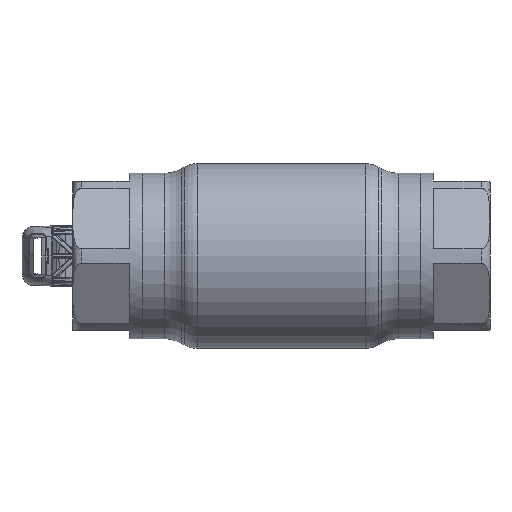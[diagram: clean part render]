
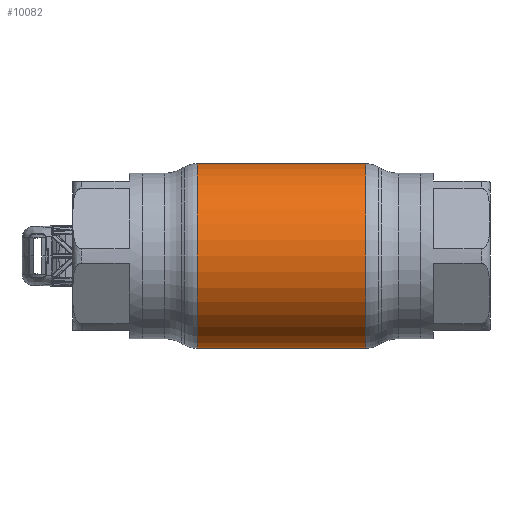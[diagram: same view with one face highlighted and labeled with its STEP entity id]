
A CAD part, front view. The second image highlights one B-rep face of the part: STEP entity #10082.
In plain terms, the highlighted cylindrical face has radius 42.5 mm (diameter 85 mm), a partial arc.
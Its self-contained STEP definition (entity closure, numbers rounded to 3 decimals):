
#1140 = VERTEX_POINT ( 'NONE', #1475 ) ;
#1475 = CARTESIAN_POINT ( 'NONE',  ( -38.749, 0., -42.5 ) ) ;
#2501 = AXIS2_PLACEMENT_3D ( 'NONE', #43610, #6540, #53374 ) ;
#6162 = VERTEX_POINT ( 'NONE', #42280 ) ;
#6345 = LINE ( 'NONE', #14899, #59727 ) ;
#6540 = DIRECTION ( 'NONE',  ( -1., 0., 0. ) ) ;
#10082 = ADVANCED_FACE ( 'NONE', ( #26636 ), #42925, .T. ) ;
#13032 = CARTESIAN_POINT ( 'NONE',  ( 38.749, 0., 42.5 ) ) ;
#14899 = CARTESIAN_POINT ( 'NONE',  ( -62.69, 0., -42.5 ) ) ;
#19532 = ORIENTED_EDGE ( 'NONE', *, *, #37753, .F. ) ;
#22583 = EDGE_CURVE ( 'NONE', #1140, #57140, #35940, .T. ) ;
#23840 = DIRECTION ( 'NONE',  ( -1., 0., 0. ) ) ;
#24563 = ORIENTED_EDGE ( 'NONE', *, *, #25480, .T. ) ;
#24641 = AXIS2_PLACEMENT_3D ( 'NONE', #26807, #59404, #40676 ) ;
#25480 = EDGE_CURVE ( 'NONE', #6162, #57252, #40104, .T. ) ;
#26636 = FACE_OUTER_BOUND ( 'NONE', #51937, .T. ) ;
#26807 = CARTESIAN_POINT ( 'NONE',  ( -38.749, 0., 0. ) ) ;
#33154 = CARTESIAN_POINT ( 'NONE',  ( -62.69, 0., 42.5 ) ) ;
#34040 = DIRECTION ( 'NONE',  ( -1., 0., 0. ) ) ;
#34448 = DIRECTION ( 'NONE',  ( 0., 0., 1. ) ) ;
#35232 = ORIENTED_EDGE ( 'NONE', *, *, #22583, .F. ) ;
#35940 = CIRCLE ( 'NONE', #24641, 42.5 ) ;
#37753 = EDGE_CURVE ( 'NONE', #6162, #1140, #6345, .T. ) ;
#40104 = CIRCLE ( 'NONE', #53001, 42.5 ) ;
#40676 = DIRECTION ( 'NONE',  ( 0., 0., 1. ) ) ;
#42280 = CARTESIAN_POINT ( 'NONE',  ( 38.749, 0., -42.5 ) ) ;
#42925 = CYLINDRICAL_SURFACE ( 'NONE', #2501, 42.5 ) ;
#43167 = CARTESIAN_POINT ( 'NONE',  ( 38.749, 0., 0. ) ) ;
#43466 = DIRECTION ( 'NONE',  ( -1., 0., 0. ) ) ;
#43610 = CARTESIAN_POINT ( 'NONE',  ( -62.69, 0., 0. ) ) ;
#49174 = LINE ( 'NONE', #33154, #52152 ) ;
#49930 = CARTESIAN_POINT ( 'NONE',  ( -38.749, 0., 42.5 ) ) ;
#51560 = EDGE_CURVE ( 'NONE', #57252, #57140, #49174, .T. ) ;
#51937 = EDGE_LOOP ( 'NONE', ( #19532, #24563, #54988, #35232 ) ) ;
#52152 = VECTOR ( 'NONE', #23840, 1000. ) ;
#53001 = AXIS2_PLACEMENT_3D ( 'NONE', #43167, #34040, #34448 ) ;
#53374 = DIRECTION ( 'NONE',  ( 0., 0., 1. ) ) ;
#54988 = ORIENTED_EDGE ( 'NONE', *, *, #51560, .T. ) ;
#57140 = VERTEX_POINT ( 'NONE', #49930 ) ;
#57252 = VERTEX_POINT ( 'NONE', #13032 ) ;
#59404 = DIRECTION ( 'NONE',  ( -1., 0., 0. ) ) ;
#59727 = VECTOR ( 'NONE', #43466, 1000. ) ;
